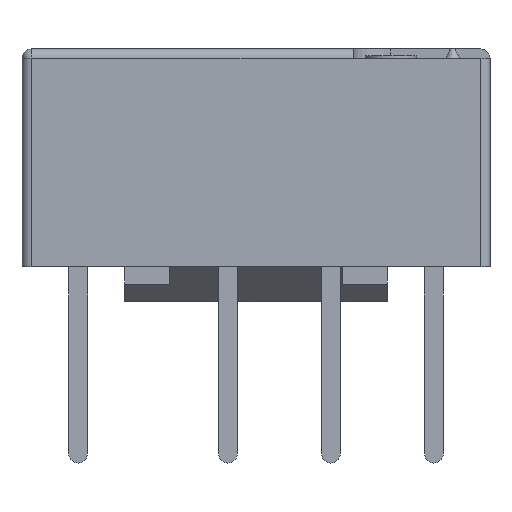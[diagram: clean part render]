
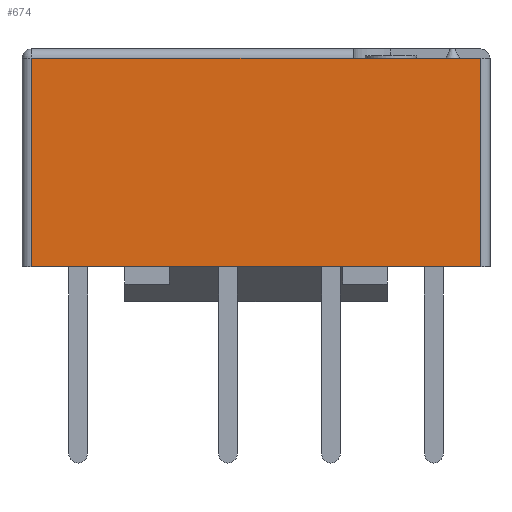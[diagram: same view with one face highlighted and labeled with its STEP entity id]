
A CAD part, front view. The second image highlights one B-rep face of the part: STEP entity #674.
In plain terms, the highlighted planar face has unit normal (0, -1, 0).
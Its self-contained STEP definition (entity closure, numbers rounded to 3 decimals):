
#674=ADVANCED_FACE('',(#14029),#14031,.T.);
#14029=FACE_BOUND('',#14030,.T.);
#14030=EDGE_LOOP('',(#24496,#24497,#24498,#24499,#24500));
#14031=PLANE('',#14032);
#14032=AXIS2_PLACEMENT_3D('',#14033,#14034,#14035);
#14033=CARTESIAN_POINT('',(-5.,-3.,1.));
#14034=DIRECTION('',(0.,-1.,0.));
#14035=DIRECTION('',(1.,0.,0.));
#24496=ORIENTED_EDGE('',*,*,#32849,.T.);
#24497=ORIENTED_EDGE('',*,*,#32850,.F.);
#24498=ORIENTED_EDGE('',*,*,#32851,.F.);
#24499=ORIENTED_EDGE('',*,*,#32808,.T.);
#24500=ORIENTED_EDGE('',*,*,#32848,.T.);
#32808=EDGE_CURVE('',#37167,#37165,#37168,.T.);
#32848=EDGE_CURVE('',#37165,#37226,#37228,.T.);
#32849=EDGE_CURVE('',#37226,#37229,#37230,.T.);
#32850=EDGE_CURVE('',#37231,#37229,#37232,.T.);
#32851=EDGE_CURVE('',#37167,#37231,#37233,.T.);
#37165=VERTEX_POINT('',#44594);
#37167=VERTEX_POINT('',#44599);
#37168=LINE('',#44600,#44601);
#37226=VERTEX_POINT('',#44743);
#37228=LINE('',#44748,#44749);
#37229=VERTEX_POINT('',#44751);
#37230=LINE('',#44752,#44753);
#37231=VERTEX_POINT('',#44755);
#37232=LINE('',#44756,#44757);
#37233=LINE('',#44759,#44760);
#44594=CARTESIAN_POINT('',(4.8,-3.,1.));
#44599=CARTESIAN_POINT('',(-4.8,-3.,1.));
#44600=CARTESIAN_POINT('',(-4.8,-3.,1.));
#44601=VECTOR('',#44602,1.);
#44602=DIRECTION('',(1.,0.,0.));
#44743=CARTESIAN_POINT('',(4.8,-3.,5.45));
#44748=CARTESIAN_POINT('',(4.8,-3.,1.));
#44749=VECTOR('',#44750,1.);
#44750=DIRECTION('',(0.,0.,1.));
#44751=CARTESIAN_POINT('',(2.08,-3.,5.45));
#44752=CARTESIAN_POINT('',(4.8,-3.,5.45));
#44753=VECTOR('',#44754,1.);
#44754=DIRECTION('',(-1.,0.,0.));
#44755=CARTESIAN_POINT('',(-4.8,-3.,5.45));
#44756=CARTESIAN_POINT('',(-4.8,-3.,5.45));
#44757=VECTOR('',#44758,1.);
#44758=DIRECTION('',(1.,0.,0.));
#44759=CARTESIAN_POINT('',(-4.8,-3.,1.));
#44760=VECTOR('',#44761,1.);
#44761=DIRECTION('',(0.,0.,1.));
